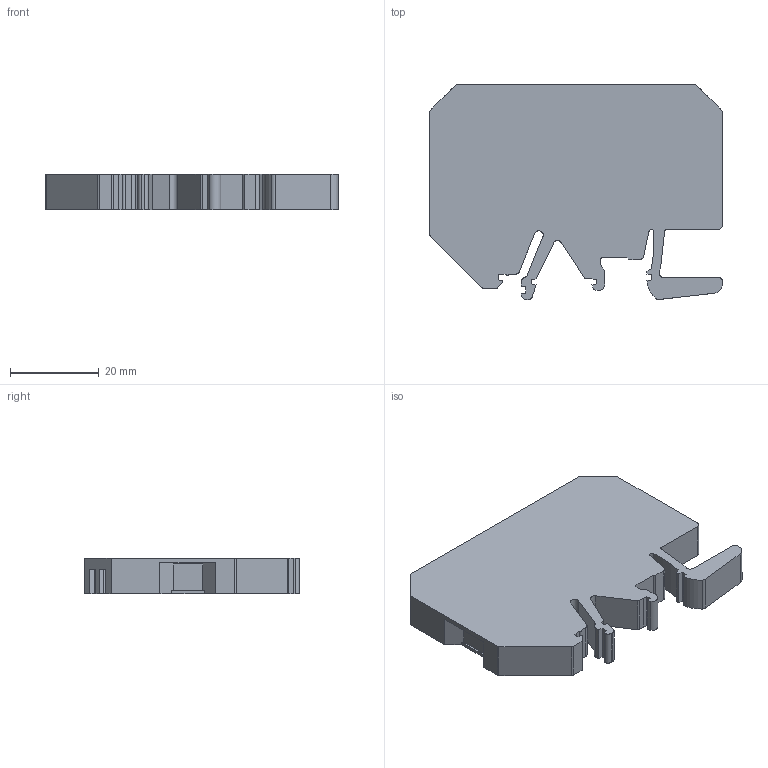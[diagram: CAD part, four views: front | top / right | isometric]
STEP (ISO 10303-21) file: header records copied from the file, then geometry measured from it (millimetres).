
FILE_DESCRIPTION((''),'2;1');
FILE_NAME('8YB_754_124_','2023-10-10T',('dell'),(''),'PRO/ENGINEER BY PARAMETRIC TECHNOLOGY CORPORATION, 2013230','PRO/ENGINEER BY PARAMETRIC TECHNOLOGY CORPORATION, 2013230','');
FILE_SCHEMA(('AUTOMOTIVE_DESIGN { 1 0 10303 214 1 1 1 1 }'));
Length unit declared in the file: millimetre
Products named in the file (1): 8YB_754_124_
Bounding box: 66 x 48.5 x 8 mm (x, y, z)
Volume: 17989.3 mm3; surface area: 9067.6 mm2
Topology: 1 solids, 3 shells, 226 faces, 632 edges, 420 vertices
Faces by surface type: plane 169, cylinder 57
Entity records: 7301 total; most frequent: CARTESIAN_POINT 1293, ORIENTED_EDGE 1264, DIRECTION 1212, EDGE_CURVE 632, VECTOR 500, LINE 500, VERTEX_POINT 420, AXIS2_PLACEMENT_3D 356
